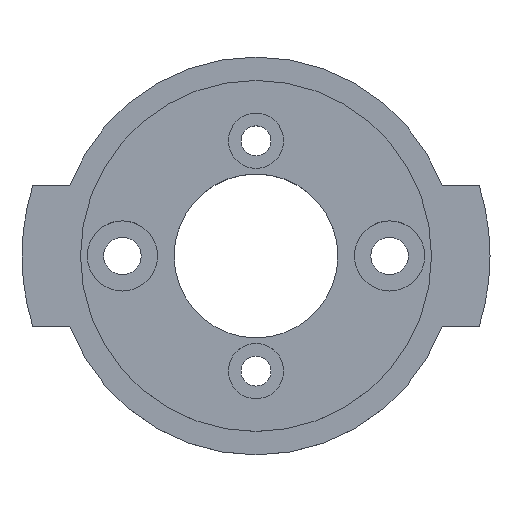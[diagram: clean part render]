
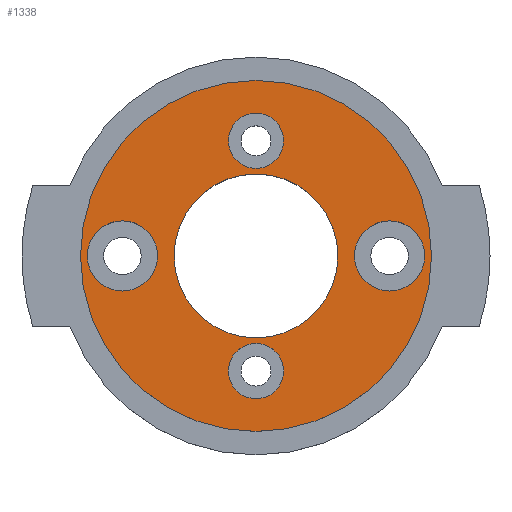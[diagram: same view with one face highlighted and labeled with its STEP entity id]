
A CAD part, top view. The second image highlights one B-rep face of the part: STEP entity #1338.
In plain terms, the highlighted planar face has unit normal (0, 0, 1).
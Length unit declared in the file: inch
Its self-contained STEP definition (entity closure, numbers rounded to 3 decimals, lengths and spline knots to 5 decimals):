
#222=CARTESIAN_POINT('',(-0.75,0.,0.23));
#223=VERTEX_POINT('',#222);
#239=CARTESIAN_POINT('',(0.75,0.,0.23));
#240=VERTEX_POINT('',#239);
#247=CARTESIAN_POINT('',(0.0,0.0,0.23));
#248=DIRECTION('',(0.0,0.0,-1.0));
#249=DIRECTION('',(-1.0,0.0,0.0));
#250=AXIS2_PLACEMENT_3D('',#247,#248,#249);
#251=CIRCLE('',#250,0.75);
#252=EDGE_CURVE('',#240,#223,#251,.T.);
#285=CARTESIAN_POINT('',(0.35,0.0,0.23));
#286=VERTEX_POINT('',#285);
#302=CARTESIAN_POINT('',(-0.35,0.,0.23));
#303=VERTEX_POINT('',#302);
#310=CARTESIAN_POINT('',(0.0,0.0,0.23));
#311=DIRECTION('',(0.0,0.0,-1.0));
#312=DIRECTION('',(1.0,0.0,0.0));
#313=AXIS2_PLACEMENT_3D('',#310,#311,#312);
#314=CIRCLE('',#313,0.35);
#315=EDGE_CURVE('',#286,#303,#314,.T.);
#411=CARTESIAN_POINT('',(0.72087,0.0,0.23));
#412=VERTEX_POINT('',#411);
#428=CARTESIAN_POINT('',(0.42087,0.,0.23));
#429=VERTEX_POINT('',#428);
#436=CARTESIAN_POINT('',(0.57087,0.0,0.23));
#437=DIRECTION('',(0.0,0.0,-1.0));
#438=DIRECTION('',(1.0,0.0,0.0));
#439=AXIS2_PLACEMENT_3D('',#436,#437,#438);
#440=CIRCLE('',#439,0.15);
#441=EDGE_CURVE('',#412,#429,#440,.T.);
#537=CARTESIAN_POINT('',(-0.42087,0.0,0.23));
#538=VERTEX_POINT('',#537);
#554=CARTESIAN_POINT('',(-0.72087,0.,0.23));
#555=VERTEX_POINT('',#554);
#562=CARTESIAN_POINT('',(-0.57087,0.0,0.23));
#563=DIRECTION('',(0.0,0.0,-1.0));
#564=DIRECTION('',(1.0,0.0,0.0));
#565=AXIS2_PLACEMENT_3D('',#562,#563,#564);
#566=CIRCLE('',#565,0.15);
#567=EDGE_CURVE('',#538,#555,#566,.T.);
#663=CARTESIAN_POINT('',(0.11811,-0.49213,0.23));
#664=VERTEX_POINT('',#663);
#680=CARTESIAN_POINT('',(-0.11811,-0.49213,0.23));
#681=VERTEX_POINT('',#680);
#688=CARTESIAN_POINT('',(0.,-0.49213,0.23));
#689=DIRECTION('',(0.0,0.0,-1.0));
#690=DIRECTION('',(1.0,0.0,0.0));
#691=AXIS2_PLACEMENT_3D('',#688,#689,#690);
#692=CIRCLE('',#691,0.11811);
#693=EDGE_CURVE('',#664,#681,#692,.T.);
#789=CARTESIAN_POINT('',(0.11811,0.49213,0.23));
#790=VERTEX_POINT('',#789);
#806=CARTESIAN_POINT('',(-0.11811,0.49213,0.23));
#807=VERTEX_POINT('',#806);
#814=CARTESIAN_POINT('',(0.,0.49213,0.23));
#815=DIRECTION('',(0.0,0.0,-1.0));
#816=DIRECTION('',(1.0,0.0,0.0));
#817=AXIS2_PLACEMENT_3D('',#814,#815,#816);
#818=CIRCLE('',#817,0.11811);
#819=EDGE_CURVE('',#790,#807,#818,.T.);
#877=CARTESIAN_POINT('',(0.,0.49213,0.23));
#878=DIRECTION('',(0.0,0.0,-1.0));
#879=DIRECTION('',(1.0,0.0,0.0));
#880=AXIS2_PLACEMENT_3D('',#877,#878,#879);
#881=CIRCLE('',#880,0.11811);
#882=EDGE_CURVE('',#807,#790,#881,.T.);
#981=CARTESIAN_POINT('',(0.,-0.49213,0.23));
#982=DIRECTION('',(0.0,0.0,-1.0));
#983=DIRECTION('',(1.0,0.0,0.0));
#984=AXIS2_PLACEMENT_3D('',#981,#982,#983);
#985=CIRCLE('',#984,0.11811);
#986=EDGE_CURVE('',#681,#664,#985,.T.);
#1085=CARTESIAN_POINT('',(-0.57087,0.0,0.23));
#1086=DIRECTION('',(0.0,0.0,-1.0));
#1087=DIRECTION('',(1.0,0.0,0.0));
#1088=AXIS2_PLACEMENT_3D('',#1085,#1086,#1087);
#1089=CIRCLE('',#1088,0.15);
#1090=EDGE_CURVE('',#555,#538,#1089,.T.);
#1189=CARTESIAN_POINT('',(0.57087,0.0,0.23));
#1190=DIRECTION('',(0.0,0.0,-1.0));
#1191=DIRECTION('',(1.0,0.0,0.0));
#1192=AXIS2_PLACEMENT_3D('',#1189,#1190,#1191);
#1193=CIRCLE('',#1192,0.15);
#1194=EDGE_CURVE('',#429,#412,#1193,.T.);
#1267=CARTESIAN_POINT('',(0.0,0.0,0.23));
#1268=DIRECTION('',(0.0,0.0,-1.0));
#1269=DIRECTION('',(1.0,0.0,0.0));
#1270=AXIS2_PLACEMENT_3D('',#1267,#1268,#1269);
#1271=CIRCLE('',#1270,0.35);
#1272=EDGE_CURVE('',#303,#286,#1271,.T.);
#1291=CARTESIAN_POINT('',(0.0,0.0,0.23));
#1292=DIRECTION('',(0.0,0.0,-1.0));
#1293=DIRECTION('',(-1.0,0.0,0.0));
#1294=AXIS2_PLACEMENT_3D('',#1291,#1292,#1293);
#1295=CIRCLE('',#1294,0.75);
#1296=EDGE_CURVE('',#223,#240,#1295,.T.);
#1309=CARTESIAN_POINT('',(0.06818,0.,0.23));
#1310=DIRECTION('',(0.0,0.0,1.0));
#1311=DIRECTION('',(1.0,0.0,0.0));
#1312=AXIS2_PLACEMENT_3D('',#1309,#1310,#1311);
#1313=PLANE('',#1312);
#1314=ORIENTED_EDGE('',*,*,#252,.F.);
#1315=ORIENTED_EDGE('',*,*,#1296,.F.);
#1316=EDGE_LOOP('',(#1314,#1315));
#1317=FACE_OUTER_BOUND('',#1316,.T.);
#1318=ORIENTED_EDGE('',*,*,#819,.T.);
#1319=ORIENTED_EDGE('',*,*,#882,.T.);
#1320=EDGE_LOOP('',(#1318,#1319));
#1321=FACE_BOUND('',#1320,.T.);
#1322=ORIENTED_EDGE('',*,*,#693,.T.);
#1323=ORIENTED_EDGE('',*,*,#986,.T.);
#1324=EDGE_LOOP('',(#1322,#1323));
#1325=FACE_BOUND('',#1324,.T.);
#1326=ORIENTED_EDGE('',*,*,#567,.T.);
#1327=ORIENTED_EDGE('',*,*,#1090,.T.);
#1328=EDGE_LOOP('',(#1326,#1327));
#1329=FACE_BOUND('',#1328,.T.);
#1330=ORIENTED_EDGE('',*,*,#441,.T.);
#1331=ORIENTED_EDGE('',*,*,#1194,.T.);
#1332=EDGE_LOOP('',(#1330,#1331));
#1333=FACE_BOUND('',#1332,.T.);
#1334=ORIENTED_EDGE('',*,*,#315,.T.);
#1335=ORIENTED_EDGE('',*,*,#1272,.T.);
#1336=EDGE_LOOP('',(#1334,#1335));
#1337=FACE_BOUND('',#1336,.T.);
#1338=ADVANCED_FACE('',(#1317,#1321,#1325,#1329,#1333,#1337),#1313,.T.);
